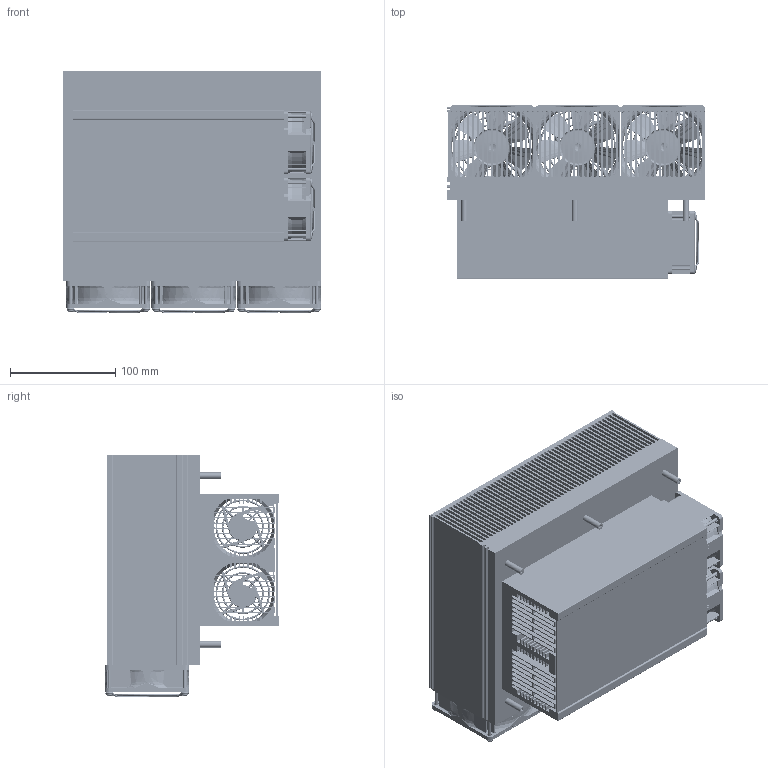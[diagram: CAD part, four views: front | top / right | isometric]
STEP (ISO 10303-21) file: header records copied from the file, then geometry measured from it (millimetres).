
FILE_DESCRIPTION (( 'STEP AP214' ), '1' );
FILE_NAME ('UEPK-A2AC-24V-200W-V42591-Webseite.STEP', '2021-09-06T20:06:47', ( '' ), ( '' ), 'SwSTEP 2.0', 'SolidWorks 2020', '' );
FILE_SCHEMA (( 'AUTOMOTIVE_DESIGN' ));
Length unit declared in the file: millimetre
Products named in the file (11): M3_Linsenkopfschraube_M3x35; Gewindestift_M6_M6x40; Lüfter 80x80x25_K48185; K41052_1; Lüfterschutzgitter 80x80; K48165_Webseite; K41052_Webseite; Lüfter 60x60x25_K48156; UEPK-A2AC-24V-200W-V42591-Webseite; Lüfterschutzgitter 60x60; K48166_Schaumstoff_250x200x5_Rev1_Webseite
Assembly tree (40 placements, depth 2):
  UEPK-A2AC-24V-200W-V42591-Webseite
    K48165_Webseite
    K48166_Schaumstoff_250x200x5_Rev1_Webseite
    K41052_Webseite
    K41052_1
    Lüfter 60x60x25_K48156  x2
    Lüfter 80x80x25_K48185  x3
    Lüfterschutzgitter 60x60  x2
    Lüfterschutzgitter 80x80  x3
    M3_Linsenkopfschraube_M3x35  x20
    Gewindestift_M6_M6x40  x6
Bounding box: 245.05 x 165.25 x 230.4 mm (x, y, z)
Volume: 3469212.9 mm3; surface area: 2437822 mm2
Topology: 79 solids, 85 shells, 7645 faces, 21235 edges, 13849 vertices
Faces by surface type: plane 5012, cylinder 1400, bspline 655, cone 306, torus 272
Entity records: 169068 total; most frequent: CARTESIAN_POINT 81943, ORIENTED_EDGE 17680, DIRECTION 14407, EDGE_CURVE 8840, VERTEX_POINT 5808, LINE 5597, VECTOR 5597, AXIS2_PLACEMENT_3D 4405
